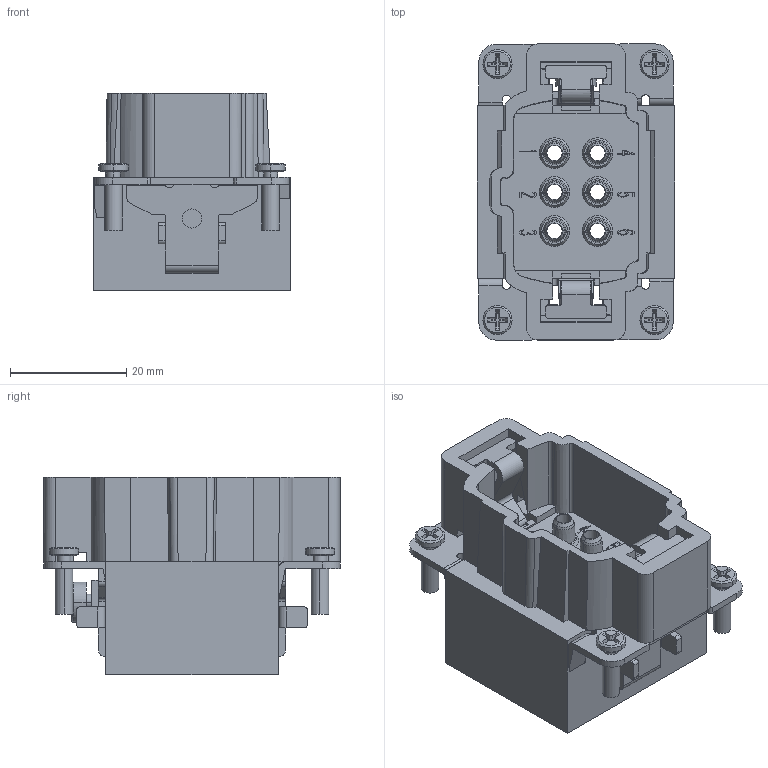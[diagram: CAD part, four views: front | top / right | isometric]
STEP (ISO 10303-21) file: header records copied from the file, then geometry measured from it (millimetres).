
FILE_DESCRIPTION((''),'2;1');
FILE_NAME('3D_1220060100101_HE-006-MC_N_V1','2017-09-19T',('tl.yang'),(''),'PRO/ENGINEER BY PARAMETRIC TECHNOLOGY CORPORATION, 2011500','PRO/ENGINEER BY PARAMETRIC TECHNOLOGY CORPORATION, 2011500','');
FILE_SCHEMA(('CONFIG_CONTROL_DESIGN'));
Length unit declared in the file: millimetre
Products named in the file (1): 3D_1220060100101_HE-006-MC_N_V1
Bounding box: 33.9 x 50.91 x 34 mm (x, y, z)
Volume: 25480.5 mm3; surface area: 14526.4 mm2
Topology: 1 solids, 1 shells, 1075 faces, 2974 edges, 1948 vertices
Faces by surface type: plane 755, cylinder 198, bspline 62, cone 58, torus 2
Entity records: 36140 total; most frequent: CARTESIAN_POINT 8613, ORIENTED_EDGE 5948, DIRECTION 5364, EDGE_CURVE 2974, VECTOR 2306, LINE 2306, VERTEX_POINT 1948, AXIS2_PLACEMENT_3D 1529
